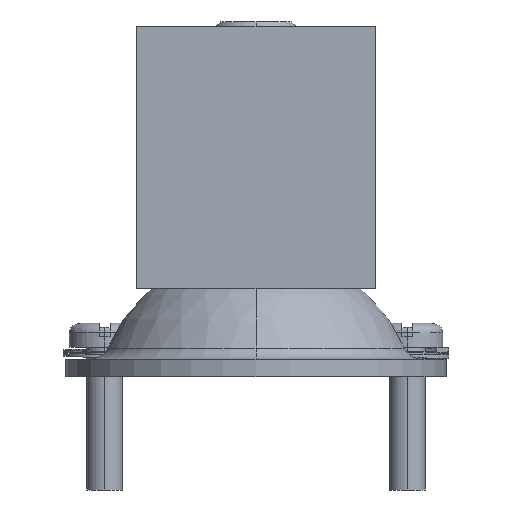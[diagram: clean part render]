
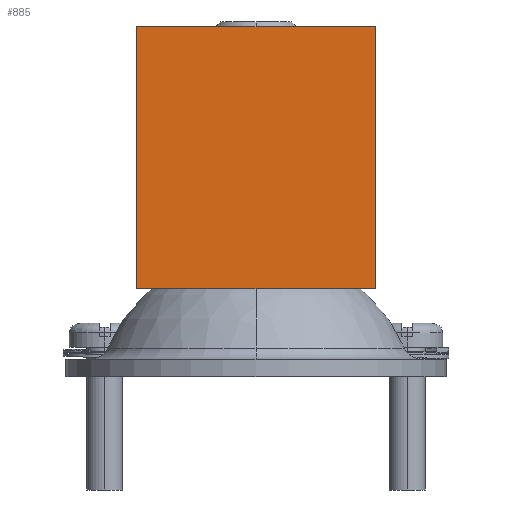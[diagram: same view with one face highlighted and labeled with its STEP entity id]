
A CAD part, left-side view. The second image highlights one B-rep face of the part: STEP entity #885.
In plain terms, the highlighted face is planar.
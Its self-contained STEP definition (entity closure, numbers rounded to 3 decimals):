
#53=DIRECTION('',(0.,0.,-1.));
#54=VECTOR('',#53,20.);
#55=CARTESIAN_POINT('',(-11.5,0.,10.));
#56=LINE('',#55,#54);
#208=DIRECTION('',(-1.,0.,0.));
#209=VECTOR('',#208,22.);
#210=CARTESIAN_POINT('',(10.5,0.,-10.));
#211=LINE('',#210,#209);
#267=DIRECTION('',(1.,0.,0.));
#268=VECTOR('',#267,22.);
#269=CARTESIAN_POINT('',(-11.5,0.,10.));
#270=LINE('',#269,#268);
#333=DIRECTION('',(0.,0.,1.));
#334=VECTOR('',#333,20.);
#335=CARTESIAN_POINT('',(10.5,0.,-10.));
#336=LINE('',#335,#334);
#443=CARTESIAN_POINT('',(-11.5,0.,10.));
#444=CARTESIAN_POINT('',(10.5,0.,10.));
#445=VERTEX_POINT('',#443);
#446=VERTEX_POINT('',#444);
#455=CARTESIAN_POINT('',(10.5,0.,-10.));
#456=CARTESIAN_POINT('',(-11.5,0.,-10.));
#457=VERTEX_POINT('',#455);
#458=VERTEX_POINT('',#456);
#874=CARTESIAN_POINT('',(-11.5,0.,-9.5));
#875=DIRECTION('',(0.,-1.,0.));
#876=DIRECTION('',(1.,0.,0.));
#877=AXIS2_PLACEMENT_3D('',#874,#875,#876);
#878=PLANE('',#877);
#879=ORIENTED_EDGE('',*,*,#861,.F.);
#880=ORIENTED_EDGE('',*,*,#733,.T.);
#881=ORIENTED_EDGE('',*,*,#480,.F.);
#882=ORIENTED_EDGE('',*,*,#776,.T.);
#883=EDGE_LOOP('',(#879,#880,#881,#882));
#884=FACE_OUTER_BOUND('',#883,.F.);
#885=ADVANCED_FACE('',(#884),#878,.T.);
#480=EDGE_CURVE('',#445,#458,#56,.T.);
#733=EDGE_CURVE('',#457,#458,#211,.T.);
#776=EDGE_CURVE('',#445,#446,#270,.T.);
#861=EDGE_CURVE('',#457,#446,#336,.T.);
